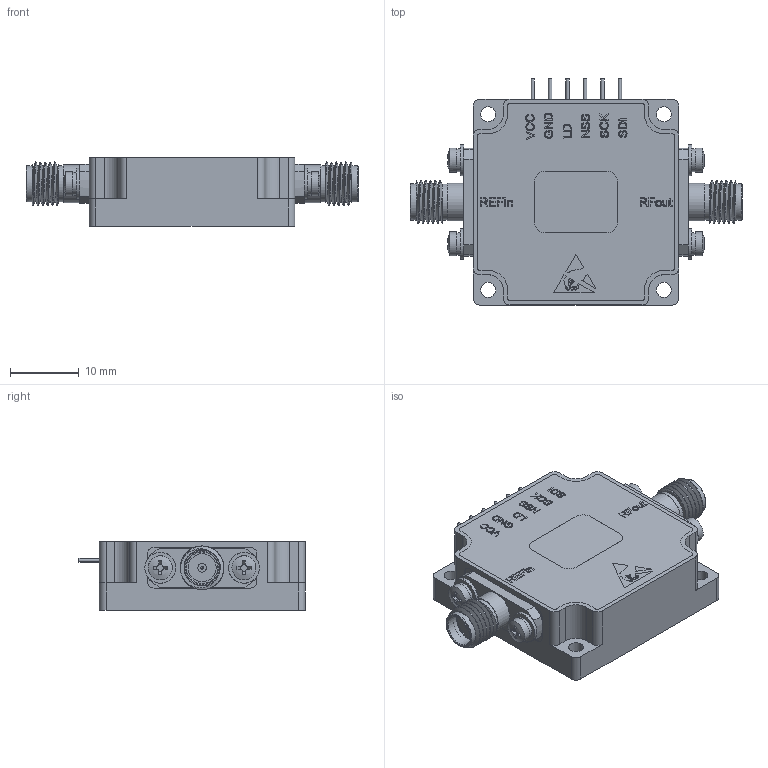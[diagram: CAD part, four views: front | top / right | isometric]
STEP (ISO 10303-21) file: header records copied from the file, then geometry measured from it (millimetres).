
FILE_DESCRIPTION (( 'STEP AP203' ), '1' );
FILE_NAME ('PE11S3906_3D.step', '2022-05-03T18:04:14', ( '' ), ( '' ), 'SwSTEP 2.0', 'SolidWorks 2021', '' );
FILE_SCHEMA (( 'CONFIG_CONTROL_DESIGN' ));
Length unit declared in the file: millimetre
Products named in the file (1): PE11S3906_3D
Bounding box: 48.4 x 32.95 x 10 mm (x, y, z)
Volume: 7430.8 mm3; surface area: 6070.1 mm2
Topology: 1 solids, 20 shells, 925 faces, 2346 edges, 1564 vertices
Faces by surface type: plane 495, cylinder 226, bspline 174, cone 20, sphere 6, torus 4
Full cylindrical faces by diameter (mm): 0.38 x4, 0.5 x10, 0.545 x2, 0.9 x2, 1.25 x8, 1.27 x2, 1.6 x11, 1.8 x4, 2 x4, 2.1 x4, 2.2 x6, 2.5 x2, 2.55 x2, 2.6 x4, 3.3 x4, 3.5 x6, 4.09 x2, 4.1 x2, 4.5 x4, 4.6 x2, 5.28 x4, 5.5 x2
Entity records: 38255 total; most frequent: CARTESIAN_POINT 17425, ORIENTED_EDGE 4366, DIRECTION 3800, EDGE_CURVE 2183, VERTEX_POINT 1518, AXIS2_PLACEMENT_3D 1281, VECTOR 1238, LINE 1238
